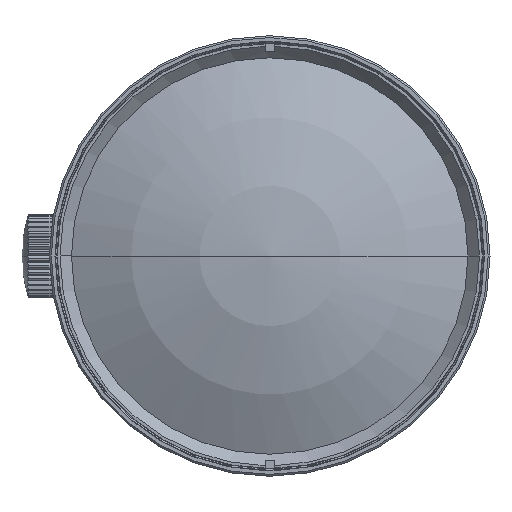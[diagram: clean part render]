
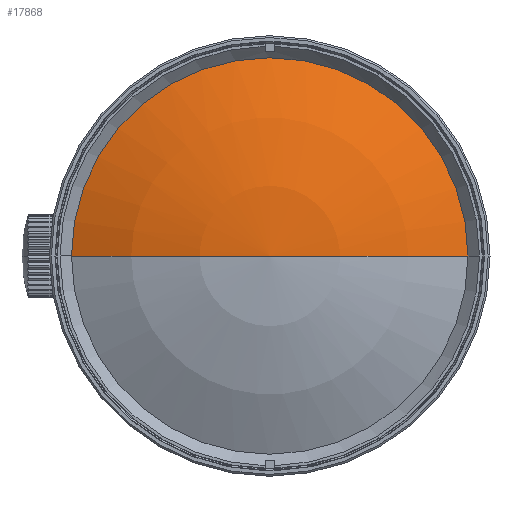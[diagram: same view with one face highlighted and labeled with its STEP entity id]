
A CAD part, left-side view. The second image highlights one B-rep face of the part: STEP entity #17868.
In plain terms, the highlighted spherical face has radius 48 mm.
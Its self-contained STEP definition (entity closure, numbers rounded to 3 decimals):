
#17868 = ADVANCED_FACE('',(#17869),#17898,.T.);
#17869 = FACE_BOUND('',#17870,.T.);
#17870 = EDGE_LOOP('',(#17871,#17882,#17891));
#17871 = ORIENTED_EDGE('',*,*,#17872,.T.);
#17872 = EDGE_CURVE('',#17873,#17875,#17877,.T.);
#17873 = VERTEX_POINT('',#17874);
#17874 = CARTESIAN_POINT('',(-19.414,22.15,0.));
#17875 = VERTEX_POINT('',#17876);
#17876 = CARTESIAN_POINT('',(-24.83,0.,0.));
#17877 = CIRCLE('',#17878,48.);
#17878 = AXIS2_PLACEMENT_3D('',#17879,#17880,#17881);
#17879 = CARTESIAN_POINT('',(23.17,0.,0.));
#17880 = DIRECTION('',(0.,0.,1.));
#17881 = DIRECTION('',(-0.887,0.461,0.));
#17882 = ORIENTED_EDGE('',*,*,#17883,.T.);
#17883 = EDGE_CURVE('',#17875,#17884,#17886,.T.);
#17884 = VERTEX_POINT('',#17885);
#17885 = CARTESIAN_POINT('',(-19.414,-22.15,0.));
#17886 = CIRCLE('',#17887,48.);
#17887 = AXIS2_PLACEMENT_3D('',#17888,#17889,#17890);
#17888 = CARTESIAN_POINT('',(23.17,0.,0.));
#17889 = DIRECTION('',(0.,0.,1.));
#17890 = DIRECTION('',(-1.,0.,0.));
#17891 = ORIENTED_EDGE('',*,*,#17892,.T.);
#17892 = EDGE_CURVE('',#17884,#17873,#17893,.T.);
#17893 = CIRCLE('',#17894,22.15);
#17894 = AXIS2_PLACEMENT_3D('',#17895,#17896,#17897);
#17895 = CARTESIAN_POINT('',(-19.414,0.,0.));
#17896 = DIRECTION('',(-1.,0.,0.));
#17897 = DIRECTION('',(0.,-1.,0.));
#17898 = SPHERICAL_SURFACE('',#17899,48.);
#17899 = AXIS2_PLACEMENT_3D('',#17900,#17901,#17902);
#17900 = CARTESIAN_POINT('',(23.17,0.,0.));
#17901 = DIRECTION('',(1.,0.,0.));
#17902 = DIRECTION('',(0.,-1.,0.));
